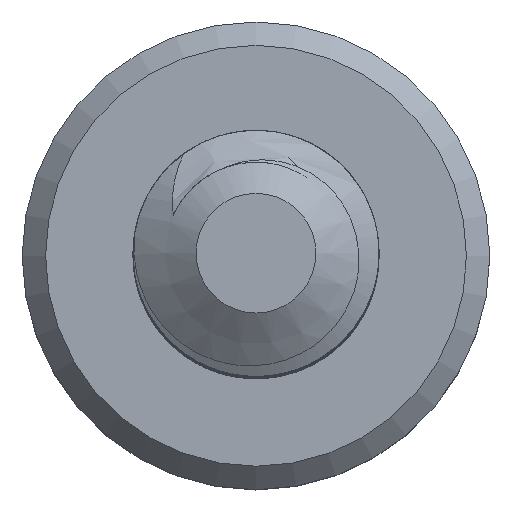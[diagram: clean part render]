
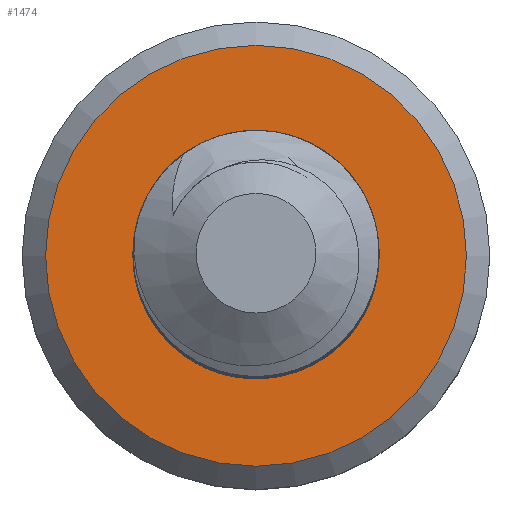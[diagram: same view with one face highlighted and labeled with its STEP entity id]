
A CAD part, top view. The second image highlights one B-rep face of the part: STEP entity #1474.
In plain terms, the highlighted planar face has unit normal (0, 0, 1).
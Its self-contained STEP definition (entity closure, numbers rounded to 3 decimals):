
#16=FACE_BOUND('',#199,.T.);
#19=PLANE('',#1595);
#114=FACE_OUTER_BOUND('',#198,.T.);
#198=EDGE_LOOP('',(#1296,#1297));
#199=EDGE_LOOP('',(#1298,#1299,#1300,#1301));
#212=CIRCLE('',#1508,1.);
#216=CIRCLE('',#1571,1.71);
#217=CIRCLE('',#1572,1.71);
#226=CIRCLE('',#1586,0.74);
#357=B_SPLINE_CURVE_WITH_KNOTS('',3,(#11172,#11173,#11174,#11175,#11176,
#11177,#11178,#11179,#11180,#11181,#11182,#11183,#11184,#11185,#11186,#11187,
#11188,#11189,#11190,#11191,#11192,#11193,#11194,#11195,#11196,#11197,#11198,
#11199,#11200,#11201,#11202,#11203,#11204,#11205,#11206,#11207,#11208),
 .UNSPECIFIED.,.F.,.F.,(4,3,3,3,3,3,3,3,3,3,3,3,4),(0.,0.026,
0.056,0.068,0.076,0.085,
0.104,0.111,0.157,0.193,
0.214,0.226,0.27),.UNSPECIFIED.);
#358=B_SPLINE_CURVE_WITH_KNOTS('',3,(#12003,#12004,#12005,#12006,#12007,
#12008,#12009,#12010,#12011,#12012,#12013,#12014,#12015,#12016,#12017,#12018,
#12019,#12020),.UNSPECIFIED.,.F.,.F.,(4,2,2,2,2,2,2,2,4),(0.,0.02,
0.038,0.072,0.11,0.153,
0.2,0.232,0.25),.UNSPECIFIED.);
#511=VERTEX_POINT('',#1892);
#512=VERTEX_POINT('',#1915);
#633=VERTEX_POINT('',#10068);
#634=VERTEX_POINT('',#10070);
#646=VERTEX_POINT('',#10211);
#647=VERTEX_POINT('',#10228);
#660=EDGE_CURVE('',#511,#512,#212,.T.);
#840=EDGE_CURVE('',#634,#633,#216,.T.);
#841=EDGE_CURVE('',#633,#634,#217,.T.);
#858=EDGE_CURVE('',#647,#646,#226,.T.);
#862=EDGE_CURVE('',#646,#512,#357,.T.);
#863=EDGE_CURVE('',#511,#647,#358,.T.);
#1296=ORIENTED_EDGE('',*,*,#840,.T.);
#1297=ORIENTED_EDGE('',*,*,#841,.T.);
#1298=ORIENTED_EDGE('',*,*,#660,.F.);
#1299=ORIENTED_EDGE('',*,*,#863,.T.);
#1300=ORIENTED_EDGE('',*,*,#858,.T.);
#1301=ORIENTED_EDGE('',*,*,#862,.T.);
#1474=ADVANCED_FACE('',(#114,#16),#19,.F.);
#1508=AXIS2_PLACEMENT_3D('',#1916,#1613,#1614);
#1571=AXIS2_PLACEMENT_3D('',#10071,#1798,#1799);
#1572=AXIS2_PLACEMENT_3D('',#10072,#1800,#1801);
#1586=AXIS2_PLACEMENT_3D('',#10229,#1831,#1832);
#1595=AXIS2_PLACEMENT_3D('',#12032,#1849,#1850);
#1613=DIRECTION('center_axis',(0.,0.,1.));
#1614=DIRECTION('ref_axis',(1.,0.,0.));
#1798=DIRECTION('center_axis',(0.,0.,1.));
#1799=DIRECTION('ref_axis',(-1.,0.,0.));
#1800=DIRECTION('center_axis',(0.,0.,1.));
#1801=DIRECTION('ref_axis',(-1.,0.,0.));
#1831=DIRECTION('center_axis',(0.,0.,-1.));
#1832=DIRECTION('ref_axis',(1.,0.,0.));
#1849=DIRECTION('center_axis',(0.,0.,-1.));
#1850=DIRECTION('ref_axis',(-1.,0.,0.));
#1892=CARTESIAN_POINT('',(0.,1.,-12.));
#1915=CARTESIAN_POINT('',(-0.701,0.714,-12.));
#1916=CARTESIAN_POINT('Origin',(0.,0.,-12.));
#10068=CARTESIAN_POINT('',(1.71,0.,-12.));
#10070=CARTESIAN_POINT('',(-1.71,0.,-12.));
#10071=CARTESIAN_POINT('Origin',(0.,0.,-12.));
#10072=CARTESIAN_POINT('Origin',(0.,0.,-12.));
#10211=CARTESIAN_POINT('',(0.,-0.74,-12.));
#10228=CARTESIAN_POINT('',(0.519,-0.528,-12.));
#10229=CARTESIAN_POINT('Origin',(0.,0.,-12.));
#11172=CARTESIAN_POINT('Ctrl Pts',(0.,-0.74,
-12.));
#11173=CARTESIAN_POINT('Ctrl Pts',(-0.085,-0.752,
-12.));
#11174=CARTESIAN_POINT('Ctrl Pts',(-0.171,-0.749,
-12.));
#11175=CARTESIAN_POINT('Ctrl Pts',(-0.255,-0.733,
-12.));
#11176=CARTESIAN_POINT('Ctrl Pts',(-0.352,-0.714,
-12.));
#11177=CARTESIAN_POINT('Ctrl Pts',(-0.446,-0.677,
-12.));
#11178=CARTESIAN_POINT('Ctrl Pts',(-0.53,-0.624,
-12.));
#11179=CARTESIAN_POINT('Ctrl Pts',(-0.565,-0.602,
-12.));
#11180=CARTESIAN_POINT('Ctrl Pts',(-0.598,-0.577,
-12.));
#11181=CARTESIAN_POINT('Ctrl Pts',(-0.629,-0.549,
-12.));
#11182=CARTESIAN_POINT('Ctrl Pts',(-0.649,-0.532,
-12.));
#11183=CARTESIAN_POINT('Ctrl Pts',(-0.668,-0.513,
-12.));
#11184=CARTESIAN_POINT('Ctrl Pts',(-0.685,-0.495,
-12.));
#11185=CARTESIAN_POINT('Ctrl Pts',(-0.706,-0.473,
-12.));
#11186=CARTESIAN_POINT('Ctrl Pts',(-0.724,-0.45,
-12.));
#11187=CARTESIAN_POINT('Ctrl Pts',(-0.741,-0.428,
-12.));
#11188=CARTESIAN_POINT('Ctrl Pts',(-0.773,-0.384,
-12.));
#11189=CARTESIAN_POINT('Ctrl Pts',(-0.799,-0.341,
-12.));
#11190=CARTESIAN_POINT('Ctrl Pts',(-0.82,-0.302,
-12.));
#11191=CARTESIAN_POINT('Ctrl Pts',(-0.828,-0.285,
-12.));
#11192=CARTESIAN_POINT('Ctrl Pts',(-0.836,-0.27,
-12.));
#11193=CARTESIAN_POINT('Ctrl Pts',(-0.842,-0.254,
-12.));
#11194=CARTESIAN_POINT('Ctrl Pts',(-0.884,-0.161,
-12.));
#11195=CARTESIAN_POINT('Ctrl Pts',(-0.909,-0.061,
-12.));
#11196=CARTESIAN_POINT('Ctrl Pts',(-0.918,0.04,
-12.));
#11197=CARTESIAN_POINT('Ctrl Pts',(-0.924,0.12,
-12.));
#11198=CARTESIAN_POINT('Ctrl Pts',(-0.92,0.2,
-12.));
#11199=CARTESIAN_POINT('Ctrl Pts',(-0.906,0.278,
-12.));
#11200=CARTESIAN_POINT('Ctrl Pts',(-0.897,0.324,
-12.));
#11201=CARTESIAN_POINT('Ctrl Pts',(-0.885,0.37,
-12.));
#11202=CARTESIAN_POINT('Ctrl Pts',(-0.87,0.414,
-12.));
#11203=CARTESIAN_POINT('Ctrl Pts',(-0.861,0.438,
-12.));
#11204=CARTESIAN_POINT('Ctrl Pts',(-0.851,0.462,
-12.));
#11205=CARTESIAN_POINT('Ctrl Pts',(-0.841,0.486,
-12.));
#11206=CARTESIAN_POINT('Ctrl Pts',(-0.802,0.572,
-12.));
#11207=CARTESIAN_POINT('Ctrl Pts',(-0.753,0.649,
-12.));
#11208=CARTESIAN_POINT('Ctrl Pts',(-0.701,0.714,-12.));
#12003=CARTESIAN_POINT('Ctrl Pts',(0.,1.,
-12.));
#12004=CARTESIAN_POINT('Ctrl Pts',(0.065,0.993,
-12.));
#12005=CARTESIAN_POINT('Ctrl Pts',(0.13,0.98,
-12.));
#12006=CARTESIAN_POINT('Ctrl Pts',(0.25,0.942,
-12.));
#12007=CARTESIAN_POINT('Ctrl Pts',(0.305,0.918,
-12.));
#12008=CARTESIAN_POINT('Ctrl Pts',(0.459,0.834,
-12.));
#12009=CARTESIAN_POINT('Ctrl Pts',(0.548,0.761,-12.));
#12010=CARTESIAN_POINT('Ctrl Pts',(0.702,0.579,
-12.));
#12011=CARTESIAN_POINT('Ctrl Pts',(0.753,0.481,
-12.));
#12012=CARTESIAN_POINT('Ctrl Pts',(0.817,0.31,
-12.));
#12013=CARTESIAN_POINT('Ctrl Pts',(0.835,0.212,
-12.));
#12014=CARTESIAN_POINT('Ctrl Pts',(0.835,0.009,
-12.));
#12015=CARTESIAN_POINT('Ctrl Pts',(0.815,-0.094,
-12.));
#12016=CARTESIAN_POINT('Ctrl Pts',(0.749,-0.258,
-12.));
#12017=CARTESIAN_POINT('Ctrl Pts',(0.713,-0.322,
-12.));
#12018=CARTESIAN_POINT('Ctrl Pts',(0.645,-0.412,
-12.));
#12019=CARTESIAN_POINT('Ctrl Pts',(0.597,-0.472,
-12.));
#12020=CARTESIAN_POINT('Ctrl Pts',(0.519,-0.528,
-12.));
#12032=CARTESIAN_POINT('Origin',(0.,0.,-12.));
